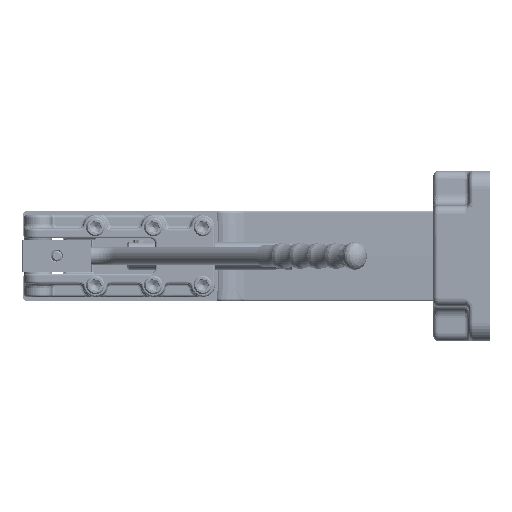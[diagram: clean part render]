
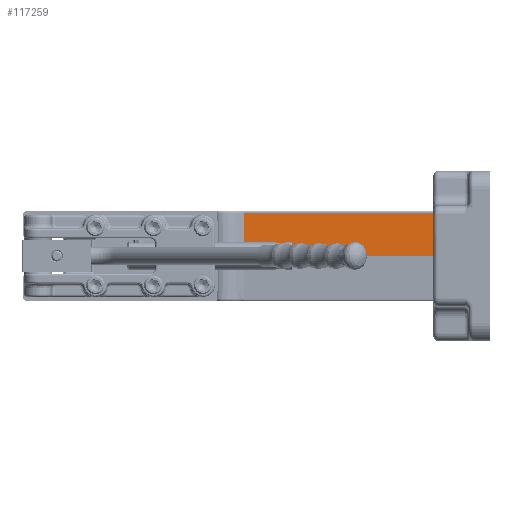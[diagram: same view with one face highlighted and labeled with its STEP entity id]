
A CAD part, left-side view. The second image highlights one B-rep face of the part: STEP entity #117259.
In plain terms, the highlighted planar face has unit normal (-1, 0, 0.018).
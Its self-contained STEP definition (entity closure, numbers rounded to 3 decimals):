
#2074 = CARTESIAN_POINT ( 'NONE',  ( 14.025, -94.017, 32.026 ) ) ;
#4011 = DIRECTION ( 'NONE',  ( 1., 0., -0.017 ) ) ;
#8076 = ORIENTED_EDGE ( 'NONE', *, *, #43786, .F. ) ;
#14781 = DIRECTION ( 'NONE',  ( -0.017, 0., -1. ) ) ;
#15605 = VECTOR ( 'NONE', #51392, 1000. ) ;
#18730 = EDGE_CURVE ( 'NONE', #34033, #20226, #64027, .T. ) ;
#20226 = VERTEX_POINT ( 'NONE', #110410 ) ;
#25262 = CARTESIAN_POINT ( 'NONE',  ( 14.291, -161.117, 47.276 ) ) ;
#25456 = EDGE_CURVE ( 'NONE', #95113, #110138, #100459, .T. ) ;
#25868 = CARTESIAN_POINT ( 'NONE',  ( 14.558, -26.917, 62.526 ) ) ;
#27233 = CARTESIAN_POINT ( 'NONE',  ( 14.558, -161.117, 62.526 ) ) ;
#31675 = LINE ( 'NONE', #103051, #51735 ) ;
#34033 = VERTEX_POINT ( 'NONE', #27233 ) ;
#43786 = EDGE_CURVE ( 'NONE', #20226, #95113, #82472, .T. ) ;
#51392 = DIRECTION ( 'NONE',  ( 0.017, 0., 1. ) ) ;
#51735 = VECTOR ( 'NONE', #53878, 1000. ) ;
#53878 = DIRECTION ( 'NONE',  ( 0., -1., 0. ) ) ;
#53989 = CARTESIAN_POINT ( 'NONE',  ( 14.558, -161.117, 62.526 ) ) ;
#64027 = LINE ( 'NONE', #25262, #113479 ) ;
#66028 = EDGE_CURVE ( 'NONE', #110138, #34033, #31675, .T. ) ;
#66726 = ORIENTED_EDGE ( 'NONE', *, *, #25456, .F. ) ;
#72428 = CARTESIAN_POINT ( 'NONE',  ( 14.025, -26.917, 32.026 ) ) ;
#73799 = PLANE ( 'NONE',  #109333 ) ;
#79382 = VECTOR ( 'NONE', #120720, 1000. ) ;
#79676 = ORIENTED_EDGE ( 'NONE', *, *, #66028, .F. ) ;
#82472 = LINE ( 'NONE', #2074, #79382 ) ;
#84723 = DIRECTION ( 'NONE',  ( -0.017, 0., -1. ) ) ;
#92673 = EDGE_LOOP ( 'NONE', ( #8076, #93917, #79676, #66726 ) ) ;
#93917 = ORIENTED_EDGE ( 'NONE', *, *, #18730, .F. ) ;
#95113 = VERTEX_POINT ( 'NONE', #72428 ) ;
#100459 = LINE ( 'NONE', #127928, #15605 ) ;
#103051 = CARTESIAN_POINT ( 'NONE',  ( 14.558, -94.017, 62.526 ) ) ;
#105578 = FACE_OUTER_BOUND ( 'NONE', #92673, .T. ) ;
#109333 = AXIS2_PLACEMENT_3D ( 'NONE', #53989, #4011, #14781 ) ;
#110138 = VERTEX_POINT ( 'NONE', #25868 ) ;
#110410 = CARTESIAN_POINT ( 'NONE',  ( 14.025, -161.117, 32.026 ) ) ;
#113479 = VECTOR ( 'NONE', #84723, 1000. ) ;
#117259 = ADVANCED_FACE ( 'NONE', ( #105578 ), #73799, .F. ) ;
#120720 = DIRECTION ( 'NONE',  ( 0., 1., 0. ) ) ;
#127928 = CARTESIAN_POINT ( 'NONE',  ( 14.291, -26.917, 47.276 ) ) ;
